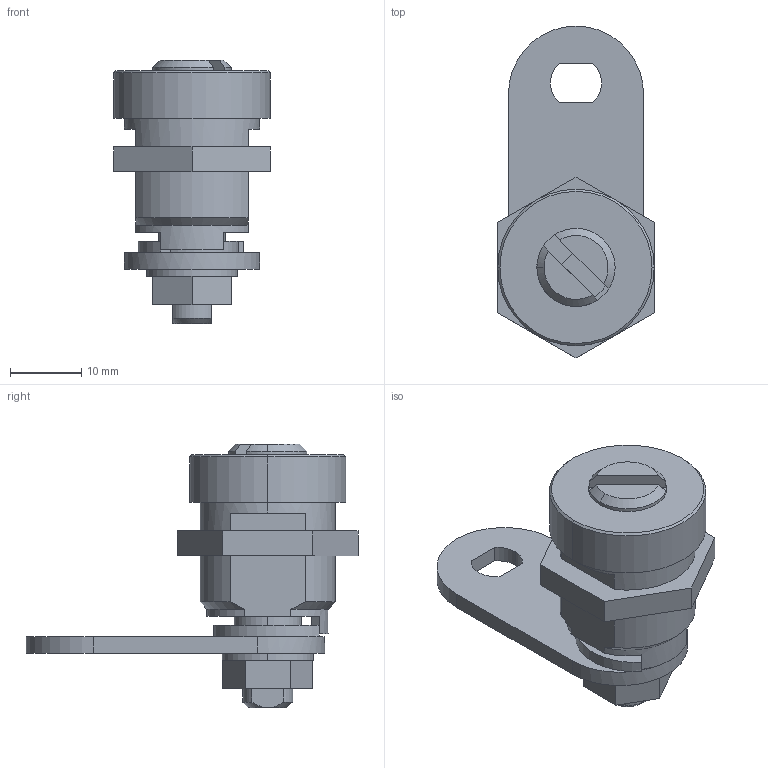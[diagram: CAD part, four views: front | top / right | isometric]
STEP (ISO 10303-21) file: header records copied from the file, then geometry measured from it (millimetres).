
FILE_DESCRIPTION (( 'STEP AP203' ), '1' );
FILE_NAME ('Žº‰ª•ÏŠ·.STEP', '2012-06-08T06:42:45', ( '' ), ( '' ), 'SwSTEP 2.0', 'SolidWorks 2011', '' );
FILE_SCHEMA (( 'CONFIG_CONTROL_DESIGN' ));
Length unit declared in the file: millimetre
Products named in the file (2): C-288-S本体_公; 室岡変換
Assembly tree (1 placements, depth 2):
  室岡変換
    C-288-S本体_公
Bounding box: 22 x 46.7 x 37.1 mm (x, y, z)
Volume: 9896.9 mm3; surface area: 4530.4 mm2
Topology: 1 solids, 1 shells, 87 faces, 222 edges, 144 vertices
Faces by surface type: plane 49, cylinder 29, cone 9
Entity records: 2867 total; most frequent: CARTESIAN_POINT 509, DIRECTION 467, ORIENTED_EDGE 444, EDGE_CURVE 222, AXIS2_PLACEMENT_3D 166, VERTEX_POINT 144, VECTOR 135, LINE 135
